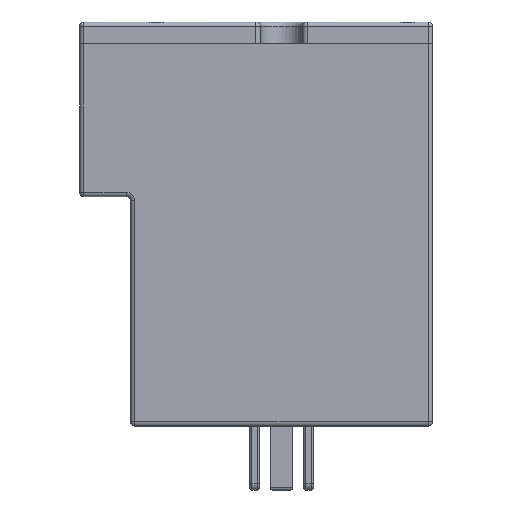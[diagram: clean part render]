
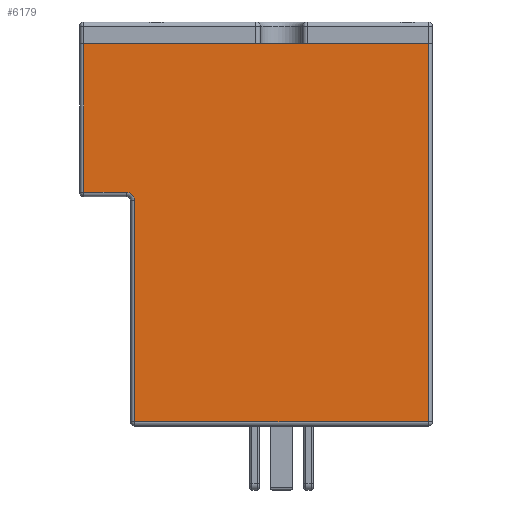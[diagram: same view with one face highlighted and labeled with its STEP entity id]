
A CAD part, front view. The second image highlights one B-rep face of the part: STEP entity #6179.
In plain terms, the highlighted planar face has unit normal (0, -1, 0).
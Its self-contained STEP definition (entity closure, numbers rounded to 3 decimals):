
#261=PLANE('',#6569);
#775=FACE_OUTER_BOUND('',#1154,.T.);
#1154=EDGE_LOOP('',(#5297,#5298,#5299,#5300,#5301,#5302,#5303));
#1337=CIRCLE('',#6474,2.);
#1738=LINE('',#10882,#2284);
#1746=LINE('',#10913,#2292);
#1751=LINE('',#10920,#2297);
#1756=LINE('',#10930,#2302);
#1758=LINE('',#10936,#2304);
#1842=LINE('',#11131,#2388);
#2284=VECTOR('',#7378,10.);
#2292=VECTOR('',#7418,10.);
#2297=VECTOR('',#7427,10.);
#2302=VECTOR('',#7440,10.);
#2304=VECTOR('',#7446,10.);
#2388=VECTOR('',#7634,10.);
#2889=VERTEX_POINT('',#10840);
#2892=VERTEX_POINT('',#10847);
#2893=VERTEX_POINT('',#10849);
#2898=VERTEX_POINT('',#10862);
#2901=VERTEX_POINT('',#10874);
#2910=VERTEX_POINT('',#10911);
#2912=VERTEX_POINT('',#10932);
#3633=EDGE_CURVE('',#2892,#2893,#1337,.T.);
#3649=EDGE_CURVE('',#2901,#2898,#1738,.T.);
#3665=EDGE_CURVE('',#2910,#2901,#1746,.T.);
#3670=EDGE_CURVE('',#2898,#2892,#1751,.T.);
#3676=EDGE_CURVE('',#2893,#2889,#1756,.T.);
#3679=EDGE_CURVE('',#2889,#2912,#1758,.T.);
#3775=EDGE_CURVE('',#2910,#2912,#1842,.T.);
#5297=ORIENTED_EDGE('',*,*,#3665,.F.);
#5298=ORIENTED_EDGE('',*,*,#3775,.T.);
#5299=ORIENTED_EDGE('',*,*,#3679,.F.);
#5300=ORIENTED_EDGE('',*,*,#3676,.F.);
#5301=ORIENTED_EDGE('',*,*,#3633,.F.);
#5302=ORIENTED_EDGE('',*,*,#3670,.F.);
#5303=ORIENTED_EDGE('',*,*,#3649,.F.);
#6179=ADVANCED_FACE('',(#775),#261,.T.);
#6474=AXIS2_PLACEMENT_3D('',#10850,#7336,#7337);
#6569=AXIS2_PLACEMENT_3D('',#11130,#7632,#7633);
#7336=DIRECTION('center_axis',(0.,-1.,0.));
#7337=DIRECTION('ref_axis',(0.707,0.,0.707));
#7378=DIRECTION('',(-1.,0.,0.));
#7418=DIRECTION('',(0.,0.,-1.));
#7427=DIRECTION('',(0.,0.,1.));
#7440=DIRECTION('',(-1.,0.,0.));
#7446=DIRECTION('',(0.,0.,1.));
#7632=DIRECTION('center_axis',(0.,-1.,0.));
#7633=DIRECTION('ref_axis',(1.,0.,0.));
#7634=DIRECTION('',(-1.,0.,0.));
#10840=CARTESIAN_POINT('',(-13.5,-2.5,14.36));
#10847=CARTESIAN_POINT('',(-1.5,-2.5,12.36));
#10849=CARTESIAN_POINT('',(-3.5,-2.5,14.36));
#10850=CARTESIAN_POINT('Origin',(-3.5,-2.5,12.36));
#10862=CARTESIAN_POINT('',(-1.5,-2.5,-39.64));
#10874=CARTESIAN_POINT('',(67.54,-2.5,-39.64));
#10882=CARTESIAN_POINT('',(15.26,-2.5,-39.64));
#10911=CARTESIAN_POINT('',(67.54,-2.5,49.36));
#10913=CARTESIAN_POINT('',(67.54,-2.5,-40.64));
#10920=CARTESIAN_POINT('',(-1.5,-2.5,-40.64));
#10930=CARTESIAN_POINT('',(-2.5,-2.5,14.36));
#10932=CARTESIAN_POINT('',(-13.5,-2.5,49.36));
#10936=CARTESIAN_POINT('',(-13.5,-2.5,-4.64));
#11130=CARTESIAN_POINT('Origin',(-2.5,-2.5,-40.64));
#11131=CARTESIAN_POINT('',(-2.5,-2.5,49.36));
